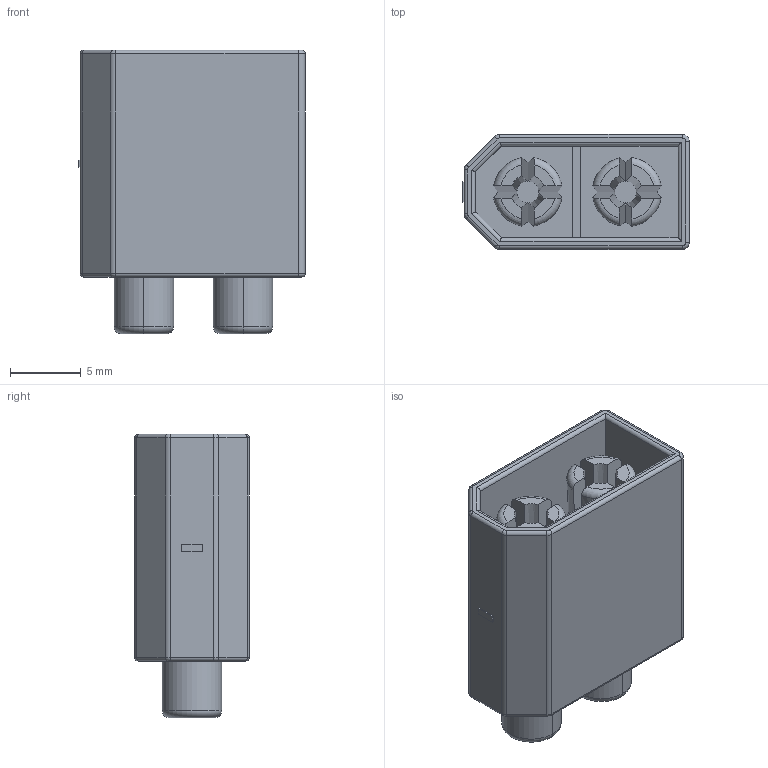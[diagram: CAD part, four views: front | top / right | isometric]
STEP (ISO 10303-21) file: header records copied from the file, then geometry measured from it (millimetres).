
FILE_DESCRIPTION (( 'STEP AP214' ), '1' );
FILE_NAME ('CONN-TH_XT60PB-M.STEP', '2022-05-17T08:28:30', ( '' ), ( '' ), 'SwSTEP 2.0', 'SolidWorks 2020', '' );
FILE_SCHEMA (( 'AUTOMOTIVE_DESIGN' ));
Length unit declared in the file: millimetre
Products named in the file (1): CONN-TH_XT60PB-M
Bounding box: 16 x 8.1 x 20 mm (x, y, z)
Volume: 1231.9 mm3; surface area: 2254.3 mm2
Topology: 1 solids, 1 shells, 181 faces, 458 edges, 294 vertices
Faces by surface type: plane 99, cylinder 32, torus 24, bspline 14, cone 12
Entity records: 7560 total; most frequent: CARTESIAN_POINT 1932, ORIENTED_EDGE 916, DIRECTION 828, EDGE_CURVE 458, VERTEX_POINT 294, AXIS2_PLACEMENT_3D 286, LINE 256, VECTOR 256
